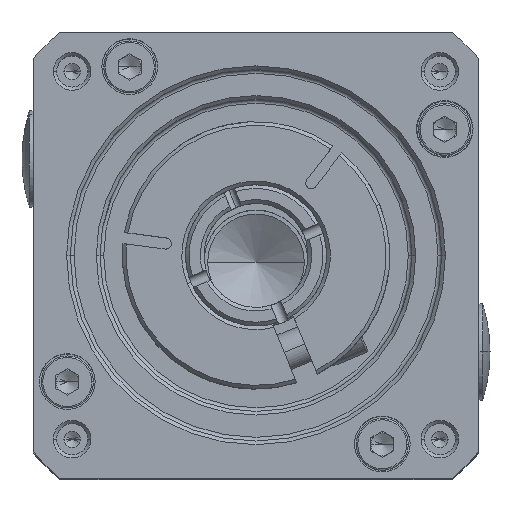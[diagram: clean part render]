
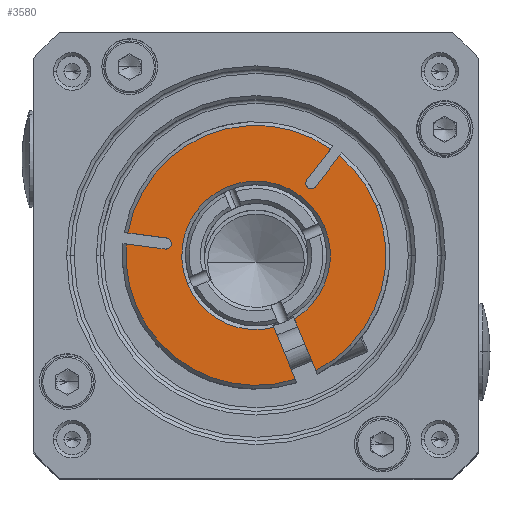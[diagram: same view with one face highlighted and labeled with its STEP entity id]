
A CAD part, top view. The second image highlights one B-rep face of the part: STEP entity #3580.
In plain terms, the highlighted planar face has unit normal (0, 0, 1).
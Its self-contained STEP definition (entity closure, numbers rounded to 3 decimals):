
#1541 = EDGE_LOOP ( 'NONE', ( #8528, #8521, #9271, #9273, #9286, #8518, #9279, #9284, #9300, #9307, #9295, #9290, #9302, #9294, #9260, #9266 ) ) ;
#3580 = ADVANCED_FACE ( 'NONE', ( #8763 ), #12048, .F. ) ;
#5341 = CARTESIAN_POINT ( 'NONE',  ( 0.617, 13.844, 14.022 ) ) ;
#5342 = CARTESIAN_POINT ( 'NONE',  ( 5.807, 13.163, 14.022 ) ) ;
#5345 = CARTESIAN_POINT ( 'NONE',  ( 24.713, 21.003, 14.022 ) ) ;
#5346 = CARTESIAN_POINT ( 'NONE',  ( 27.898, 25.157, 14.022 ) ) ;
#5350 = CARTESIAN_POINT ( 'NONE',  ( 25.904, 20.09, 14.022 ) ) ;
#5351 = CARTESIAN_POINT ( 'NONE',  ( 23.028, 2.267, 14.022 ) ) ;
#5357 = CARTESIAN_POINT ( 'NONE',  ( 0.422, 12.357, 14.022 ) ) ;
#5500 = CARTESIAN_POINT ( 'NONE',  ( 5.612, 11.676, 14.022 ) ) ;
#5504 = CARTESIAN_POINT ( 'NONE',  ( 27.092, 14.656, 14.022 ) ) ;
#5550 = CARTESIAN_POINT ( 'NONE',  ( 8.618, 6.995, 14.022 ) ) ;
#5600 = CARTESIAN_POINT ( 'NONE',  ( 20.257, 1.118, 14.022 ) ) ;
#5627 = CARTESIAN_POINT ( 'NONE',  ( 6.402, 12.707, 14.022 ) ) ;
#5657 = CARTESIAN_POINT ( 'NONE',  ( 34.02, 17.529, 14.022 ) ) ;
#5678 = CARTESIAN_POINT ( 'NONE',  ( 29.088, 24.244, 14.022 ) ) ;
#5736 = CARTESIAN_POINT ( 'NONE',  ( 25.919, -4.706, 14.022 ) ) ;
#5742 = CARTESIAN_POINT ( 'NONE',  ( 23.148, -5.855, 14.022 ) ) ;
#6498 = EDGE_CURVE ( 'NONE', #8302, #8323, #15680, .T. ) ;
#6501 = EDGE_CURVE ( 'NONE', #7991, #7986, #15684, .T. ) ;
#6503 = EDGE_CURVE ( 'NONE', #7986, #7987, #15688, .T. ) ;
#6504 = EDGE_CURVE ( 'NONE', #7987, #8272, #15689, .T. ) ;
#6505 = EDGE_CURVE ( 'NONE', #8145, #8002, #15691, .T. ) ;
#6511 = EDGE_CURVE ( 'NONE', #8387, #8245, #15698, .T. ) ;
#7471 = EDGE_CURVE ( 'NONE', #8381, #8302, #15716, .T. ) ;
#7479 = EDGE_CURVE ( 'NONE', #8002, #8387, #15723, .T. ) ;
#7487 = EDGE_CURVE ( 'NONE', #7990, #7991, #15721, .T. ) ;
#7489 = EDGE_CURVE ( 'NONE', #7995, #7990, #15725, .T. ) ;
#7493 = EDGE_CURVE ( 'NONE', #8323, #7995, #15733, .T. ) ;
#7494 = EDGE_CURVE ( 'NONE', #7996, #8381, #15735, .T. ) ;
#7500 = EDGE_CURVE ( 'NONE', #8149, #7996, #15746, .T. ) ;
#7553 = EDGE_CURVE ( 'NONE', #8245, #8195, #15806, .T. ) ;
#7560 = EDGE_CURVE ( 'NONE', #8195, #8149, #15815, .T. ) ;
#7569 = EDGE_CURVE ( 'NONE', #8272, #8145, #15825, .T. ) ;
#7986 = VERTEX_POINT ( 'NONE', #5341 ) ;
#7987 = VERTEX_POINT ( 'NONE', #5342 ) ;
#7990 = VERTEX_POINT ( 'NONE', #5345 ) ;
#7991 = VERTEX_POINT ( 'NONE', #5346 ) ;
#7995 = VERTEX_POINT ( 'NONE', #5350 ) ;
#7996 = VERTEX_POINT ( 'NONE', #5351 ) ;
#8002 = VERTEX_POINT ( 'NONE', #5357 ) ;
#8145 = VERTEX_POINT ( 'NONE', #5500 ) ;
#8149 = VERTEX_POINT ( 'NONE', #5504 ) ;
#8195 = VERTEX_POINT ( 'NONE', #5550 ) ;
#8245 = VERTEX_POINT ( 'NONE', #5600 ) ;
#8272 = VERTEX_POINT ( 'NONE', #5627 ) ;
#8302 = VERTEX_POINT ( 'NONE', #5657 ) ;
#8323 = VERTEX_POINT ( 'NONE', #5678 ) ;
#8381 = VERTEX_POINT ( 'NONE', #5736 ) ;
#8387 = VERTEX_POINT ( 'NONE', #5742 ) ;
#8518 = ORIENTED_EDGE ( 'NONE', *, *, #6498, .T. ) ;
#8521 = ORIENTED_EDGE ( 'NONE', *, *, #7560, .T. ) ;
#8528 = ORIENTED_EDGE ( 'NONE', *, *, #7553, .T. ) ;
#8763 = FACE_OUTER_BOUND ( 'NONE', #1541, .T. ) ;
#9260 = ORIENTED_EDGE ( 'NONE', *, *, #7479, .T. ) ;
#9266 = ORIENTED_EDGE ( 'NONE', *, *, #6511, .T. ) ;
#9271 = ORIENTED_EDGE ( 'NONE', *, *, #7500, .T. ) ;
#9273 = ORIENTED_EDGE ( 'NONE', *, *, #7494, .T. ) ;
#9279 = ORIENTED_EDGE ( 'NONE', *, *, #7493, .T. ) ;
#9284 = ORIENTED_EDGE ( 'NONE', *, *, #7489, .T. ) ;
#9286 = ORIENTED_EDGE ( 'NONE', *, *, #7471, .T. ) ;
#9290 = ORIENTED_EDGE ( 'NONE', *, *, #6504, .T. ) ;
#9294 = ORIENTED_EDGE ( 'NONE', *, *, #6505, .T. ) ;
#9295 = ORIENTED_EDGE ( 'NONE', *, *, #6503, .T. ) ;
#9300 = ORIENTED_EDGE ( 'NONE', *, *, #7487, .T. ) ;
#9302 = ORIENTED_EDGE ( 'NONE', *, *, #7569, .T. ) ;
#9307 = ORIENTED_EDGE ( 'NONE', *, *, #6501, .T. ) ;
#11700 = AXIS2_PLACEMENT_3D ( 'NONE', #12046, #12051, #12052 ) ;
#12046 = CARTESIAN_POINT ( 'NONE',  ( 17.855, 10.825, 14.022 ) ) ;
#12048 = PLANE ( 'NONE',  #11700 ) ;
#12051 = DIRECTION ( 'NONE',  ( 0., 0., -1. ) ) ;
#12052 = DIRECTION ( 'NONE',  ( 0.924, 0.383, 0. ) ) ;
#14361 = AXIS2_PLACEMENT_3D ( 'NONE', #15542, #15543, #15544 ) ;
#14363 = AXIS2_PLACEMENT_3D ( 'NONE', #15551, #15552, #15553 ) ;
#14365 = AXIS2_PLACEMENT_3D ( 'NONE', #15560, #15561, #15562 ) ;
#14374 = AXIS2_PLACEMENT_3D ( 'NONE', #16531, #16532, #16533 ) ;
#14378 = AXIS2_PLACEMENT_3D ( 'NONE', #16585, #16586, #16587 ) ;
#14380 = AXIS2_PLACEMENT_3D ( 'NONE', #16617, #16618, #16619 ) ;
#14385 = AXIS2_PLACEMENT_3D ( 'NONE', #16648, #16649, #16650 ) ;
#14401 = AXIS2_PLACEMENT_3D ( 'NONE', #16845, #16846, #16847 ) ;
#14403 = AXIS2_PLACEMENT_3D ( 'NONE', #16862, #16863, #16864 ) ;
#14410 = AXIS2_PLACEMENT_3D ( 'NONE', #16890, #16891, #16892 ) ;
#15542 = CARTESIAN_POINT ( 'NONE',  ( 17.855, 10.825, 14.022 ) ) ;
#15543 = DIRECTION ( 'NONE',  ( 0., 0., 1. ) ) ;
#15544 = DIRECTION ( 'NONE',  ( 0.924, 0.383, 0. ) ) ;
#15549 = CARTESIAN_POINT ( 'NONE',  ( 5.807, 13.163, 14.022 ) ) ;
#15550 = DIRECTION ( 'NONE',  ( 0.991, -0.13, 0. ) ) ;
#15551 = CARTESIAN_POINT ( 'NONE',  ( 17.855, 10.825, 14.022 ) ) ;
#15552 = DIRECTION ( 'NONE',  ( 0., 0., 1. ) ) ;
#15553 = DIRECTION ( 'NONE',  ( 0.924, 0.383, 0. ) ) ;
#15554 = CARTESIAN_POINT ( 'NONE',  ( 5.612, 11.676, 14.022 ) ) ;
#15555 = DIRECTION ( 'NONE',  ( -0.991, 0.13, 0. ) ) ;
#15560 = CARTESIAN_POINT ( 'NONE',  ( 5.709, 12.419, 14.022 ) ) ;
#15561 = DIRECTION ( 'NONE',  ( 0., 0., -1. ) ) ;
#15562 = DIRECTION ( 'NONE',  ( 0.924, 0.383, 0. ) ) ;
#15680 = CIRCLE ( 'NONE', #14361, 17.5 ) ;
#15684 = CIRCLE ( 'NONE', #14363, 17.5 ) ;
#15688 = LINE ( 'NONE', #15549, #15690 ) ;
#15689 = CIRCLE ( 'NONE', #14365, 0.75 ) ;
#15690 = VECTOR ( 'NONE', #15550, 1000. ) ;
#15691 = LINE ( 'NONE', #15554, #15693 ) ;
#15693 = VECTOR ( 'NONE', #15555, 1000. ) ;
#15698 = LINE ( 'NONE', #16447, #15701 ) ;
#15701 = VECTOR ( 'NONE', #16448, 1000. ) ;
#15716 = CIRCLE ( 'NONE', #14374, 17.5 ) ;
#15721 = LINE ( 'NONE', #16608, #15729 ) ;
#15723 = CIRCLE ( 'NONE', #14378, 17.5 ) ;
#15725 = CIRCLE ( 'NONE', #14380, 0.75 ) ;
#15729 = VECTOR ( 'NONE', #16612, 1000. ) ;
#15733 = LINE ( 'NONE', #16622, #15736 ) ;
#15735 = LINE ( 'NONE', #16632, #15738 ) ;
#15736 = VECTOR ( 'NONE', #16623, 1000. ) ;
#15738 = VECTOR ( 'NONE', #16633, 1000. ) ;
#15746 = CIRCLE ( 'NONE', #14385, 10. ) ;
#15806 = CIRCLE ( 'NONE', #14401, 10. ) ;
#15815 = CIRCLE ( 'NONE', #14403, 10. ) ;
#15825 = CIRCLE ( 'NONE', #14410, 0.75 ) ;
#16447 = CARTESIAN_POINT ( 'NONE',  ( 19.284, 3.463, 14.022 ) ) ;
#16448 = DIRECTION ( 'NONE',  ( -0.383, 0.924, 0. ) ) ;
#16531 = CARTESIAN_POINT ( 'NONE',  ( 17.855, 10.825, 14.022 ) ) ;
#16532 = DIRECTION ( 'NONE',  ( 0., 0., 1. ) ) ;
#16533 = DIRECTION ( 'NONE',  ( 0.924, 0.383, 0. ) ) ;
#16585 = CARTESIAN_POINT ( 'NONE',  ( 17.855, 10.825, 14.022 ) ) ;
#16586 = DIRECTION ( 'NONE',  ( 0., 0., 1. ) ) ;
#16587 = DIRECTION ( 'NONE',  ( 0.924, 0.383, 0. ) ) ;
#16608 = CARTESIAN_POINT ( 'NONE',  ( 24.713, 21.003, 14.022 ) ) ;
#16612 = DIRECTION ( 'NONE',  ( 0.608, 0.794, 0. ) ) ;
#16617 = CARTESIAN_POINT ( 'NONE',  ( 25.308, 20.547, 14.022 ) ) ;
#16618 = DIRECTION ( 'NONE',  ( 0., 0., -1. ) ) ;
#16619 = DIRECTION ( 'NONE',  ( 0.924, 0.383, 0. ) ) ;
#16622 = CARTESIAN_POINT ( 'NONE',  ( 25.904, 20.09, 14.022 ) ) ;
#16623 = DIRECTION ( 'NONE',  ( -0.608, -0.794, 0. ) ) ;
#16632 = CARTESIAN_POINT ( 'NONE',  ( 22.055, 4.612, 14.022 ) ) ;
#16633 = DIRECTION ( 'NONE',  ( 0.383, -0.924, 0. ) ) ;
#16648 = CARTESIAN_POINT ( 'NONE',  ( 17.855, 10.825, 14.022 ) ) ;
#16649 = DIRECTION ( 'NONE',  ( 0., 0., -1. ) ) ;
#16650 = DIRECTION ( 'NONE',  ( 0.924, 0.383, 0. ) ) ;
#16845 = CARTESIAN_POINT ( 'NONE',  ( 17.855, 10.825, 14.022 ) ) ;
#16846 = DIRECTION ( 'NONE',  ( 0., 0., -1. ) ) ;
#16847 = DIRECTION ( 'NONE',  ( 0.924, 0.383, 0. ) ) ;
#16862 = CARTESIAN_POINT ( 'NONE',  ( 17.855, 10.825, 14.022 ) ) ;
#16863 = DIRECTION ( 'NONE',  ( 0., 0., -1. ) ) ;
#16864 = DIRECTION ( 'NONE',  ( 0.924, 0.383, 0. ) ) ;
#16890 = CARTESIAN_POINT ( 'NONE',  ( 5.709, 12.419, 14.022 ) ) ;
#16891 = DIRECTION ( 'NONE',  ( 0., 0., -1. ) ) ;
#16892 = DIRECTION ( 'NONE',  ( 0.924, 0.383, 0. ) ) ;
